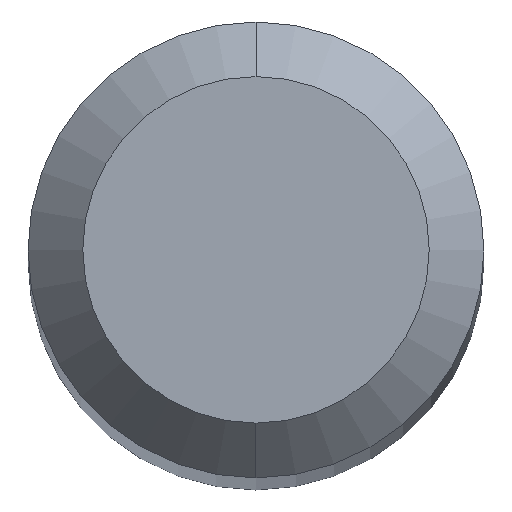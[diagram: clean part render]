
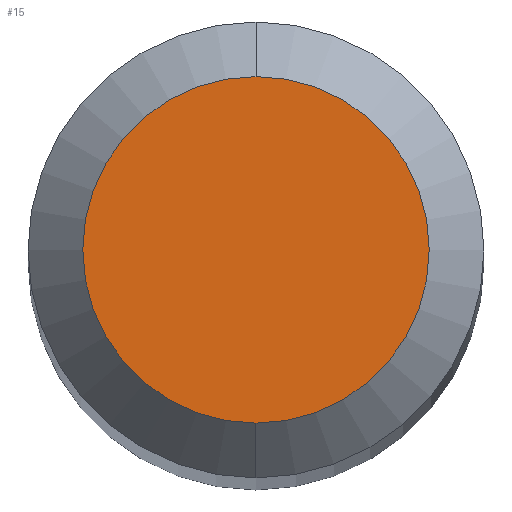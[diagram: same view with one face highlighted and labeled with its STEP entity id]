
A CAD part, top view. The second image highlights one B-rep face of the part: STEP entity #15.
In plain terms, the highlighted planar face has unit normal (0, 0, 1).
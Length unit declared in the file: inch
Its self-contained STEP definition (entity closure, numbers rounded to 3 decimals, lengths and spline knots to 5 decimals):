
#9 = EDGE_CURVE ( 'NONE', #116, #18, #531, .T. ) ;
#15 = ADVANCED_FACE ( 'NONE', ( #213 ), #20, .F. ) ;
#18 = VERTEX_POINT ( 'NONE', #252 ) ;
#20 = PLANE ( 'NONE',  #216 ) ;
#73 = EDGE_CURVE ( 'NONE', #18, #116, #187, .T. ) ;
#75 = CARTESIAN_POINT ( 'NONE',  ( 0., 0., 0. ) ) ;
#116 = VERTEX_POINT ( 'NONE', #469 ) ;
#127 = EDGE_LOOP ( 'NONE', ( #191, #503 ) ) ;
#187 = CIRCLE ( 'NONE', #466, 0.0475 ) ;
#191 = ORIENTED_EDGE ( 'NONE', *, *, #73, .T. ) ;
#199 = DIRECTION ( 'NONE',  ( 0., 0., 1. ) ) ;
#213 = FACE_OUTER_BOUND ( 'NONE', #127, .T. ) ;
#216 = AXIS2_PLACEMENT_3D ( 'NONE', #334, #245, #544 ) ;
#245 = DIRECTION ( 'NONE',  ( 0., 0., -1. ) ) ;
#252 = CARTESIAN_POINT ( 'NONE',  ( 0., 0.0475, 0. ) ) ;
#302 = DIRECTION ( 'NONE',  ( 0., -1., 0. ) ) ;
#310 = AXIS2_PLACEMENT_3D ( 'NONE', #75, #199, #458 ) ;
#334 = CARTESIAN_POINT ( 'NONE',  ( 0., 0.0475, 0. ) ) ;
#340 = CARTESIAN_POINT ( 'NONE',  ( 0., 0., 0. ) ) ;
#458 = DIRECTION ( 'NONE',  ( 0., -1., 0. ) ) ;
#466 = AXIS2_PLACEMENT_3D ( 'NONE', #340, #473, #302 ) ;
#469 = CARTESIAN_POINT ( 'NONE',  ( 0., -0.0475, 0. ) ) ;
#473 = DIRECTION ( 'NONE',  ( 0., 0., 1. ) ) ;
#503 = ORIENTED_EDGE ( 'NONE', *, *, #9, .T. ) ;
#531 = CIRCLE ( 'NONE', #310, 0.0475 ) ;
#544 = DIRECTION ( 'NONE',  ( 0., 1., 0. ) ) ;
